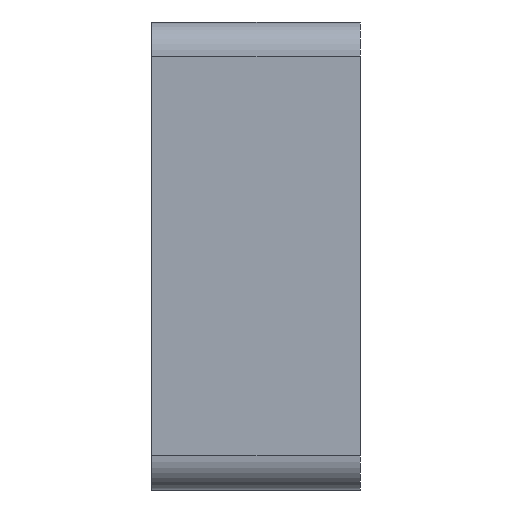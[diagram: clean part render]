
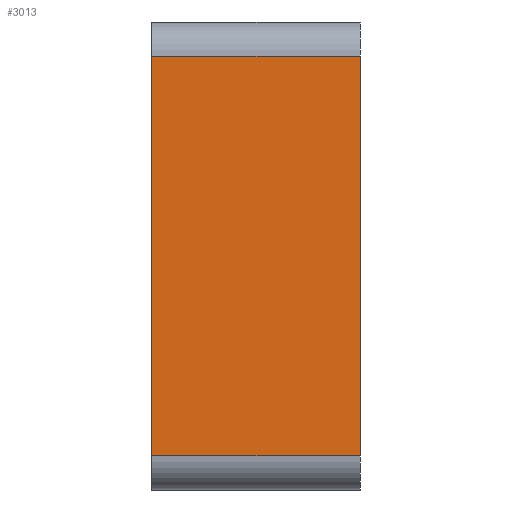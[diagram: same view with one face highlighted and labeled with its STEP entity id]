
A CAD part, left-side view. The second image highlights one B-rep face of the part: STEP entity #3013.
In plain terms, the highlighted planar face has unit normal (-1, 0, 0).
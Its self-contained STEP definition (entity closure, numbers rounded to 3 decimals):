
#238 = CARTESIAN_POINT ( 'NONE',  ( 0., 0.5, -4. ) ) ;
#239 = LINE ( 'NONE', #651, #3051 ) ;
#271 = DIRECTION ( 'NONE',  ( -1., 0., 0. ) ) ;
#363 = VERTEX_POINT ( 'NONE', #2613 ) ;
#420 = CARTESIAN_POINT ( 'NONE',  ( 0., 0.5, -4. ) ) ;
#581 = ORIENTED_EDGE ( 'NONE', *, *, #3261, .T. ) ;
#629 = LINE ( 'NONE', #1028, #2520 ) ;
#651 = CARTESIAN_POINT ( 'NONE',  ( 0., 25., 0. ) ) ;
#738 = VECTOR ( 'NONE', #1459, 1000. ) ;
#782 = ORIENTED_EDGE ( 'NONE', *, *, #1420, .F. ) ;
#1028 = CARTESIAN_POINT ( 'NONE',  ( 0., 25., -51. ) ) ;
#1262 = LINE ( 'NONE', #3064, #2457 ) ;
#1272 = ORIENTED_EDGE ( 'NONE', *, *, #1377, .T. ) ;
#1377 = EDGE_CURVE ( 'NONE', #3846, #2251, #629, .T. ) ;
#1420 = EDGE_CURVE ( 'NONE', #363, #2315, #1262, .T. ) ;
#1459 = DIRECTION ( 'NONE',  ( 0., 0., -1. ) ) ;
#1474 = DIRECTION ( 'NONE',  ( 0., 0., 1. ) ) ;
#1647 = EDGE_CURVE ( 'NONE', #2315, #2251, #3353, .T. ) ;
#1698 = AXIS2_PLACEMENT_3D ( 'NONE', #3007, #271, #1474 ) ;
#1825 = FACE_OUTER_BOUND ( 'NONE', #2348, .T. ) ;
#1838 = DIRECTION ( 'NONE',  ( 0., -1., 0. ) ) ;
#1854 = CARTESIAN_POINT ( 'NONE',  ( 0., 25., -51. ) ) ;
#1862 = DIRECTION ( 'NONE',  ( 0., 0., -1. ) ) ;
#2251 = VERTEX_POINT ( 'NONE', #2811 ) ;
#2315 = VERTEX_POINT ( 'NONE', #420 ) ;
#2348 = EDGE_LOOP ( 'NONE', ( #1272, #2403, #782, #581 ) ) ;
#2383 = PLANE ( 'NONE',  #1698 ) ;
#2403 = ORIENTED_EDGE ( 'NONE', *, *, #1647, .F. ) ;
#2457 = VECTOR ( 'NONE', #3340, 1000. ) ;
#2520 = VECTOR ( 'NONE', #1838, 1000. ) ;
#2613 = CARTESIAN_POINT ( 'NONE',  ( 0., 25., -4. ) ) ;
#2811 = CARTESIAN_POINT ( 'NONE',  ( 0., 0.5, -51. ) ) ;
#3007 = CARTESIAN_POINT ( 'NONE',  ( 0., 25., 0. ) ) ;
#3013 = ADVANCED_FACE ( 'NONE', ( #1825 ), #2383, .T. ) ;
#3051 = VECTOR ( 'NONE', #1862, 1000. ) ;
#3064 = CARTESIAN_POINT ( 'NONE',  ( 0., 25., -4. ) ) ;
#3261 = EDGE_CURVE ( 'NONE', #363, #3846, #239, .T. ) ;
#3340 = DIRECTION ( 'NONE',  ( 0., -1., 0. ) ) ;
#3353 = LINE ( 'NONE', #238, #738 ) ;
#3846 = VERTEX_POINT ( 'NONE', #1854 ) ;
